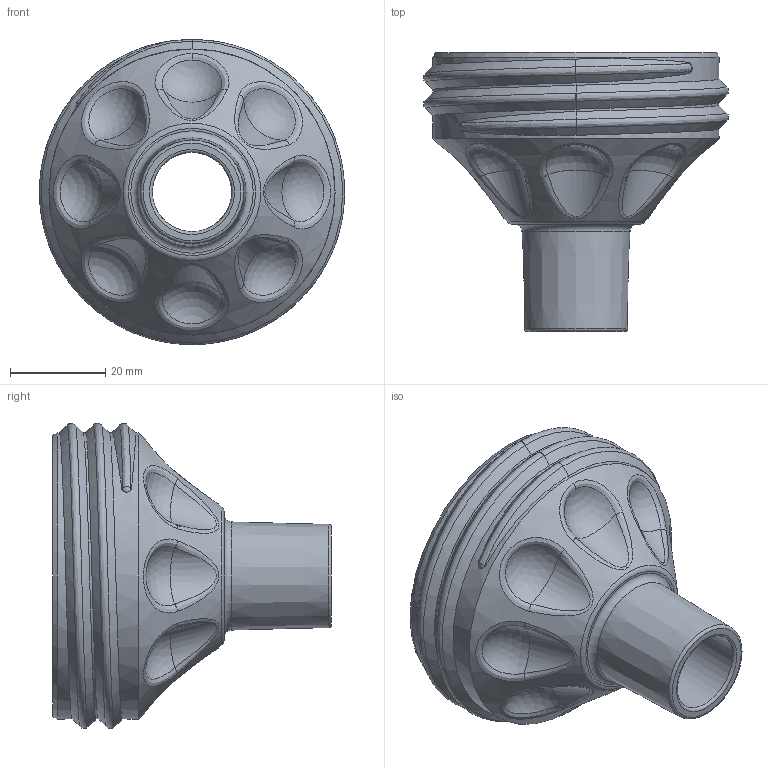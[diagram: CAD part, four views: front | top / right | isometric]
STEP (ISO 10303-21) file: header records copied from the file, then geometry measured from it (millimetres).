
FILE_DESCRIPTION(('FreeCAD Model'),'2;1');
FILE_NAME('adaptador-filtro-cone-20200329.step','2020-03-29T22:43:07',('Author'),(''), 'Open CASCADE STEP processor 7.3','FreeCAD','Unknown');
FILE_SCHEMA(('AUTOMOTIVE_DESIGN { 1 0 10303 214 1 1 1 1 }'));
Length unit declared in the file: millimetre
Products named in the file (1): adaptador001
Bounding box: 64 x 58.5 x 64 mm (x, y, z)
Volume: 48176.3 mm3; surface area: 15754.6 mm2
Topology: 1 solids, 1 shells, 69 faces, 139 edges, 80 vertices
Faces by surface type: bspline 32, cylinder 12, sphere 8, cone 6, revolution 4, torus 4, plane 3
Full cylindrical faces by diameter (mm): 16.62 x1, 60 x3
Entity records: 21574 total; most frequent: CARTESIAN_POINT 18787, ORIENTED_EDGE 278, PCURVE 278, DEFINITIONAL_REPRESENTATION 278, DIRECTION 265, B_SPLINE_CURVE_WITH_KNOTS 194, EDGE_CURVE 139, LINE 131
